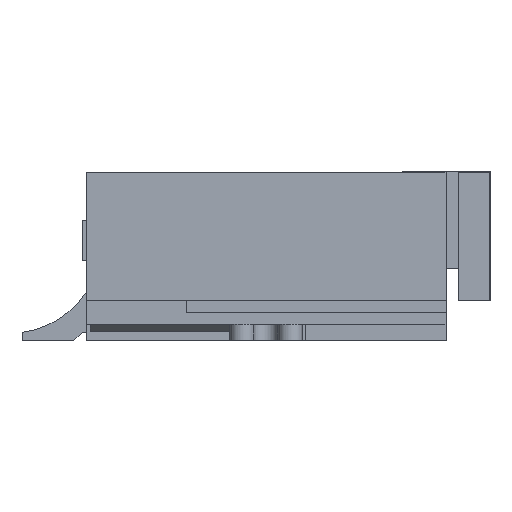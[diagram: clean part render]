
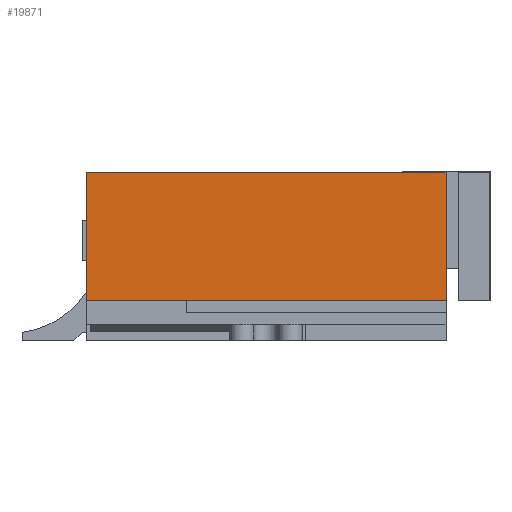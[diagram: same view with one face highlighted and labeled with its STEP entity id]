
A CAD part, left-side view. The second image highlights one B-rep face of the part: STEP entity #19871.
In plain terms, the highlighted free-form (B-spline) face has degree [1, 1] with [2, 2] control points.
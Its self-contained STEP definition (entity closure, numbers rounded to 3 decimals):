
#19751 = EDGE_CURVE('',#19752,#19754,#19756,.T.);
#19752 = VERTEX_POINT('',#19753);
#19753 = CARTESIAN_POINT('',(-3.497,-7.65,
    0.729));
#19754 = VERTEX_POINT('',#19755);
#19755 = CARTESIAN_POINT('',(-3.497,-1.093,
    0.729));
#19756 = B_SPLINE_CURVE_WITH_KNOTS('',1,(#19757,#19758),.UNSPECIFIED.,
  .F.,.F.,(2,2),(0.,4.5),.PIECEWISE_BEZIER_KNOTS.);
#19757 = CARTESIAN_POINT('',(-3.497,-7.65,
    0.729));
#19758 = CARTESIAN_POINT('',(-3.497,-1.093,
    0.729));
#19787 = EDGE_CURVE('',#19754,#19788,#19790,.T.);
#19788 = VERTEX_POINT('',#19789);
#19789 = CARTESIAN_POINT('',(-3.497,-1.093,
    3.06));
#19790 = B_SPLINE_CURVE_WITH_KNOTS('',1,(#19791,#19792),.UNSPECIFIED.,
  .F.,.F.,(2,2),(0.,1.6),.PIECEWISE_BEZIER_KNOTS.);
#19791 = CARTESIAN_POINT('',(-3.497,-1.093,
    0.729));
#19792 = CARTESIAN_POINT('',(-3.497,-1.093,
    3.06));
#19815 = EDGE_CURVE('',#19788,#19816,#19818,.T.);
#19816 = VERTEX_POINT('',#19817);
#19817 = CARTESIAN_POINT('',(-3.497,-7.65,
    3.06));
#19818 = B_SPLINE_CURVE_WITH_KNOTS('',1,(#19819,#19820),.UNSPECIFIED.,
  .F.,.F.,(2,2),(0.,4.5),.PIECEWISE_BEZIER_KNOTS.);
#19819 = CARTESIAN_POINT('',(-3.497,-1.093,
    3.06));
#19820 = CARTESIAN_POINT('',(-3.497,-7.65,
    3.06));
#19843 = EDGE_CURVE('',#19816,#19752,#19844,.T.);
#19844 = B_SPLINE_CURVE_WITH_KNOTS('',1,(#19845,#19846),.UNSPECIFIED.,
  .F.,.F.,(2,2),(0.,1.6),.PIECEWISE_BEZIER_KNOTS.);
#19845 = CARTESIAN_POINT('',(-3.497,-7.65,
    3.06));
#19846 = CARTESIAN_POINT('',(-3.497,-7.65,
    0.729));
#19871 = ADVANCED_FACE('',(#19872),#19878,.F.);
#19872 = FACE_BOUND('',#19873,.T.);
#19873 = EDGE_LOOP('',(#19874,#19875,#19876,#19877));
#19874 = ORIENTED_EDGE('',*,*,#19843,.F.);
#19875 = ORIENTED_EDGE('',*,*,#19815,.F.);
#19876 = ORIENTED_EDGE('',*,*,#19787,.F.);
#19877 = ORIENTED_EDGE('',*,*,#19751,.F.);
#19878 = B_SPLINE_SURFACE_WITH_KNOTS('',1,1,(
    (#19879,#19880)
    ,(#19881,#19882
    )),.UNSPECIFIED.,.F.,.F.,.F.,(2,2),(2,2),(-5.25,-0.75),(0.5,2.1),
  .PIECEWISE_BEZIER_KNOTS.);
#19879 = CARTESIAN_POINT('',(-3.497,-7.65,
    0.729));
#19880 = CARTESIAN_POINT('',(-3.497,-7.65,
    3.06));
#19881 = CARTESIAN_POINT('',(-3.497,-1.093,
    0.729));
#19882 = CARTESIAN_POINT('',(-3.497,-1.093,
    3.06));
